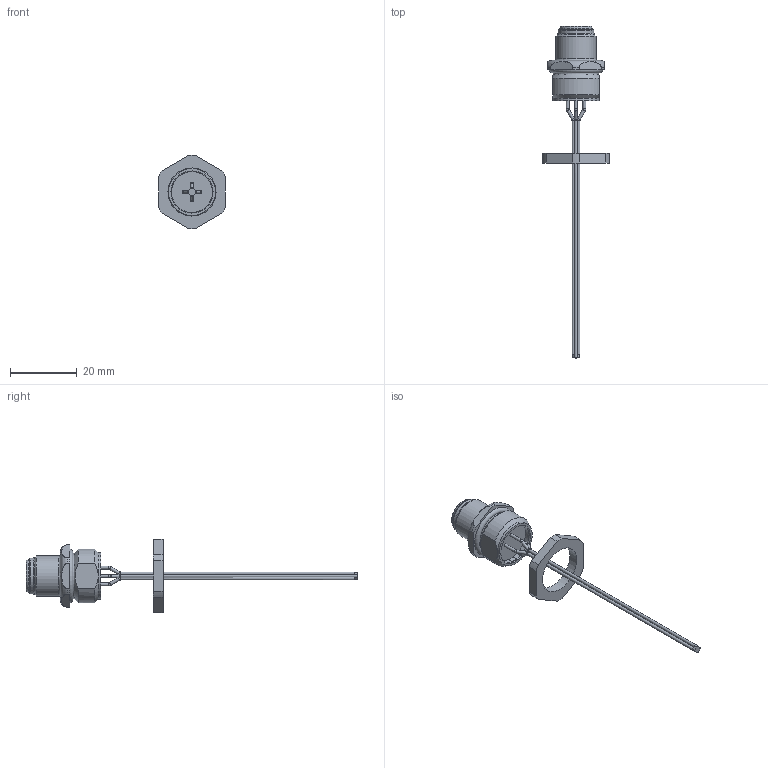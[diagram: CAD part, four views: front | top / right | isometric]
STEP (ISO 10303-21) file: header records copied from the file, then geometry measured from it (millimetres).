
FILE_DESCRIPTION(/* description */ (''),/* implementation_level */ '2;1');
FILE_NAME(/* name */ '100619138ugm000_a.stp',/* time_stamp */ '2015-05-12T15:42:13+02:00',/* author */ (''),/* organization */ (''),/* preprocessor_version */ 'ST-DEVELOPER v15',/* originating_system */ 'SIEMENS PLM Software NX 8.5',/* authorisation */ '');
FILE_SCHEMA (('AUTOMOTIVE_DESIGN { 1 0 10303 214 3 1 1 1 }'));
Length unit declared in the file: millimetre
Products named in the file (2): 21010000010-B-Kontermutter_M16x1.5; 100619138ugm000_a
Assembly tree (1 placements, depth 2):
  100619138ugm000_a
    21010000010-B-Kontermutter_M16x1.5
Bounding box: 20 x 99.3 x 21.99 mm (x, y, z)
Volume: 3439.6 mm3; surface area: 4038 mm2
Topology: 2 solids, 3 shells, 238 faces, 597 edges, 377 vertices
Faces by surface type: plane 106, cylinder 79, bspline 39, cone 8, sphere 4, torus 2
Full cylindrical faces by diameter (mm): 0.9 x12, 1 x4, 1.6 x5, 8.35 x1, 9.5 x1, 9.7 x1, 9.85 x1, 10.7 x1, 12 x1, 13.5 x1, 14 x1, 14.38 x1
Entity records: 9286 total; most frequent: CARTESIAN_POINT 2347, DIRECTION 1053, ORIENTED_EDGE 1030, EDGE_CURVE 515, AXIS2_PLACEMENT_3D 397, VERTEX_POINT 357, EDGE_LOOP 318, LINE 259
